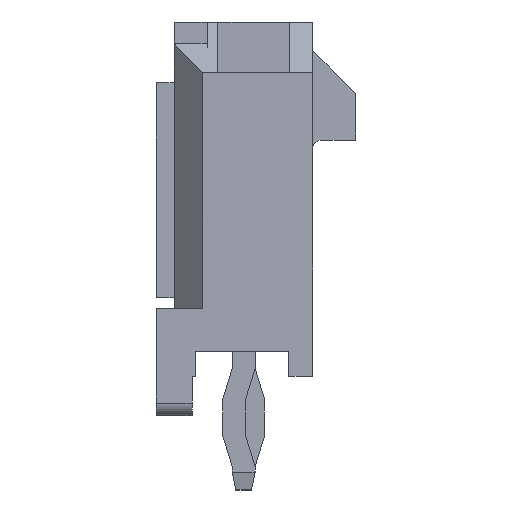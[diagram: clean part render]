
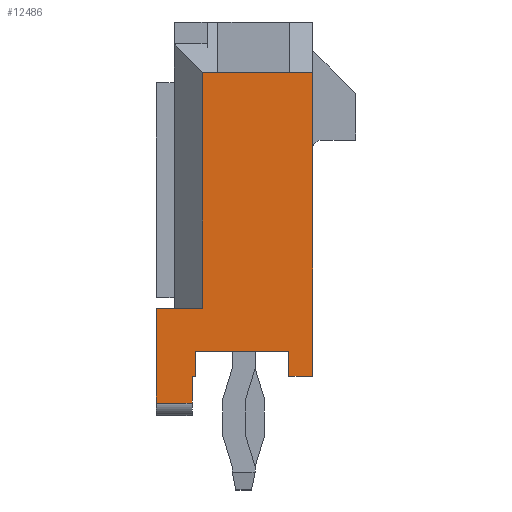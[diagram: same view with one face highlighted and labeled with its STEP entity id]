
A CAD part, left-side view. The second image highlights one B-rep face of the part: STEP entity #12486.
In plain terms, the highlighted face is planar.
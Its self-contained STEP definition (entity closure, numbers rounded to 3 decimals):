
#951=ORIENTED_EDGE('',*,*,#3278,.F.);
#952=ORIENTED_EDGE('',*,*,#3127,.T.);
#953=ORIENTED_EDGE('',*,*,#3251,.T.);
#954=ORIENTED_EDGE('',*,*,#3272,.F.);
#955=ORIENTED_EDGE('',*,*,#3110,.F.);
#956=ORIENTED_EDGE('',*,*,#3103,.F.);
#957=ORIENTED_EDGE('',*,*,#3322,.F.);
#958=ORIENTED_EDGE('',*,*,#3145,.T.);
#959=ORIENTED_EDGE('',*,*,#3142,.T.);
#960=ORIENTED_EDGE('',*,*,#3139,.T.);
#961=ORIENTED_EDGE('',*,*,#3298,.F.);
#962=ORIENTED_EDGE('',*,*,#3323,.F.);
#963=ORIENTED_EDGE('',*,*,#3241,.F.);
#964=ORIENTED_EDGE('',*,*,#3247,.T.);
#3103=EDGE_CURVE('',#4317,#4318,#5222,.T.);
#3110=EDGE_CURVE('',#4318,#4322,#5227,.T.);
#3127=EDGE_CURVE('',#4335,#4337,#5242,.T.);
#3139=EDGE_CURVE('',#4348,#4347,#5254,.T.);
#3142=EDGE_CURVE('',#4350,#4348,#5257,.T.);
#3145=EDGE_CURVE('',#4352,#4350,#5260,.T.);
#3241=EDGE_CURVE('',#4397,#4418,#5354,.T.);
#3247=EDGE_CURVE('',#4397,#4393,#5360,.T.);
#3251=EDGE_CURVE('',#4337,#4423,#5364,.T.);
#3272=EDGE_CURVE('',#4322,#4423,#5385,.T.);
#3278=EDGE_CURVE('',#4335,#4393,#5391,.T.);
#3298=EDGE_CURVE('',#4444,#4347,#5411,.T.);
#3322=EDGE_CURVE('',#4352,#4317,#5435,.T.);
#3323=EDGE_CURVE('',#4418,#4444,#5436,.T.);
#4317=VERTEX_POINT('',#16576);
#4318=VERTEX_POINT('',#16578);
#4322=VERTEX_POINT('',#16590);
#4335=VERTEX_POINT('',#16623);
#4337=VERTEX_POINT('',#16627);
#4347=VERTEX_POINT('',#16653);
#4348=VERTEX_POINT('',#16655);
#4350=VERTEX_POINT('',#16661);
#4352=VERTEX_POINT('',#16667);
#4393=VERTEX_POINT('',#16790);
#4397=VERTEX_POINT('',#16798);
#4418=VERTEX_POINT('',#16858);
#4423=VERTEX_POINT('',#16875);
#4444=VERTEX_POINT('',#16957);
#5222=LINE('',#16577,#6515);
#5227=LINE('',#16591,#6520);
#5242=LINE('',#16628,#6535);
#5254=LINE('',#16654,#6547);
#5257=LINE('',#16660,#6550);
#5260=LINE('',#16666,#6553);
#5354=LINE('',#16857,#6647);
#5360=LINE('',#16868,#6653);
#5364=LINE('',#16876,#6657);
#5385=LINE('',#16913,#6678);
#5391=LINE('',#16923,#6684);
#5411=LINE('',#16956,#6704);
#5435=LINE('',#17002,#6728);
#5436=LINE('',#17003,#6729);
#6515=VECTOR('',#14028,1000.);
#6520=VECTOR('',#14041,1000.);
#6535=VECTOR('',#14070,1000.);
#6547=VECTOR('',#14090,1000.);
#6550=VECTOR('',#14095,1000.);
#6553=VECTOR('',#14100,1000.);
#6647=VECTOR('',#14256,1000.);
#6653=VECTOR('',#14266,1000.);
#6657=VECTOR('',#14272,1000.);
#6678=VECTOR('',#14305,1000.);
#6684=VECTOR('',#14315,1000.);
#6704=VECTOR('',#14345,1000.);
#6728=VECTOR('',#14377,1000.);
#6729=VECTOR('',#14378,1000.);
#7528=EDGE_LOOP('',(#951,#952,#953,#954,#955,#956,#957,#958,#959,#960,#961,
#962,#963,#964));
#8039=FACE_BOUND('',#7528,.T.);
#8547=PLANE('',#12991);
#12486=ADVANCED_FACE('',(#8039),#8547,.F.);
#12991=AXIS2_PLACEMENT_3D('',#17001,#14375,#14376);
#14028=DIRECTION('',(0.,1.,0.));
#14041=DIRECTION('',(0.,0.,-1.));
#14070=DIRECTION('',(0.,1.,0.));
#14090=DIRECTION('',(0.,1.,0.));
#14095=DIRECTION('',(0.,0.,1.));
#14100=DIRECTION('',(0.,-1.,0.));
#14256=DIRECTION('',(0.,0.,1.));
#14266=DIRECTION('',(0.,0.,-1.));
#14272=DIRECTION('',(0.,0.,-1.));
#14305=DIRECTION('',(0.,-1.,0.));
#14315=DIRECTION('',(0.,0.,1.));
#14345=DIRECTION('',(0.,0.,-1.));
#14375=DIRECTION('',(-1.,0.,0.));
#14376=DIRECTION('',(0.,0.,1.));
#14377=DIRECTION('',(0.,0.,-1.));
#14378=DIRECTION('',(0.,1.,0.));
#16576=CARTESIAN_POINT('',(13.825,4.95,-1.185));
#16577=CARTESIAN_POINT('',(13.825,4.95,-1.185));
#16578=CARTESIAN_POINT('',(13.825,5.7,-1.185));
#16590=CARTESIAN_POINT('',(13.825,5.7,-2.185));
#16591=CARTESIAN_POINT('',(13.825,5.7,-1.185));
#16623=CARTESIAN_POINT('',(13.825,-3.536,-0.885));
#16627=CARTESIAN_POINT('',(13.825,3.05,-0.885));
#16628=CARTESIAN_POINT('',(13.825,3.05,-0.885));
#16653=CARTESIAN_POINT('',(13.825,4.95,1.515));
#16654=CARTESIAN_POINT('',(13.825,4.25,1.515));
#16655=CARTESIAN_POINT('',(13.825,4.25,1.515));
#16660=CARTESIAN_POINT('',(13.825,4.25,-1.085));
#16661=CARTESIAN_POINT('',(13.825,4.25,-1.085));
#16666=CARTESIAN_POINT('',(13.825,4.95,-1.085));
#16667=CARTESIAN_POINT('',(13.825,4.95,-1.085));
#16790=CARTESIAN_POINT('',(13.825,-3.536,-0.465));
#16798=CARTESIAN_POINT('',(13.825,-3.536,1.535));
#16857=CARTESIAN_POINT('',(13.825,-3.536,0.));
#16858=CARTESIAN_POINT('',(13.825,-3.536,2.185));
#16868=CARTESIAN_POINT('',(13.825,-3.536,1.535));
#16875=CARTESIAN_POINT('',(13.825,3.05,-2.185));
#16876=CARTESIAN_POINT('',(13.825,3.05,-1.685));
#16913=CARTESIAN_POINT('',(13.825,4.95,-2.185));
#16923=CARTESIAN_POINT('',(13.825,-3.536,0.));
#16956=CARTESIAN_POINT('',(13.825,4.95,2.185));
#16957=CARTESIAN_POINT('',(13.825,4.95,2.185));
#17001=CARTESIAN_POINT('',(13.825,0.,0.));
#17002=CARTESIAN_POINT('',(13.825,4.95,2.185));
#17003=CARTESIAN_POINT('',(13.825,-4.95,2.185));
